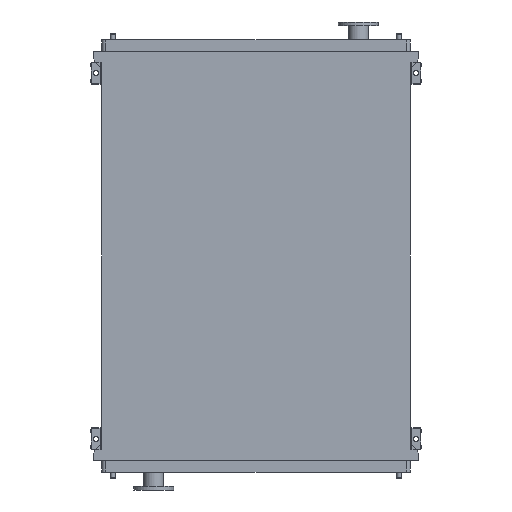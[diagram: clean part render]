
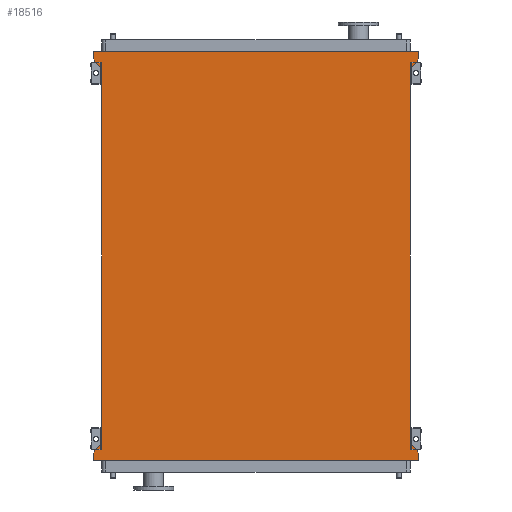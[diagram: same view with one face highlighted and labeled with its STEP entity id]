
A CAD part, front view. The second image highlights one B-rep face of the part: STEP entity #18516.
In plain terms, the highlighted planar face has unit normal (0, -1, 0).
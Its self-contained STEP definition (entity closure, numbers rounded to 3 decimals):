
#252 = VERTEX_POINT ( 'NONE', #7679 ) ;
#837 = VECTOR ( 'NONE', #16968, 1000. ) ;
#891 = CARTESIAN_POINT ( 'NONE',  ( 891., 0., 53. ) ) ;
#981 = VERTEX_POINT ( 'NONE', #5915 ) ;
#1010 = CARTESIAN_POINT ( 'NONE',  ( -845., 0., -2050. ) ) ;
#1142 = ORIENTED_EDGE ( 'NONE', *, *, #3743, .F. ) ;
#1162 = CARTESIAN_POINT ( 'NONE',  ( 845., 0., 0. ) ) ;
#1281 = ORIENTED_EDGE ( 'NONE', *, *, #6125, .T. ) ;
#1427 = LINE ( 'NONE', #9189, #8649 ) ;
#1642 = ORIENTED_EDGE ( 'NONE', *, *, #9619, .F. ) ;
#1782 = DIRECTION ( 'NONE',  ( -0.655, 0., 0.755 ) ) ;
#2018 = DIRECTION ( 'NONE',  ( 0.655, 0., 0.755 ) ) ;
#2363 = LINE ( 'NONE', #10720, #6214 ) ;
#2389 = CARTESIAN_POINT ( 'NONE',  ( -891., 0., 95. ) ) ;
#2431 = DIRECTION ( 'NONE',  ( -1., 0., 0. ) ) ;
#2552 = CARTESIAN_POINT ( 'NONE',  ( 891., 0., 53. ) ) ;
#3092 = ORIENTED_EDGE ( 'NONE', *, *, #15605, .F. ) ;
#3142 = PLANE ( 'NONE',  #9031 ) ;
#3286 = VERTEX_POINT ( 'NONE', #12862 ) ;
#3543 = VECTOR ( 'NONE', #18321, 1000. ) ;
#3743 = EDGE_CURVE ( 'NONE', #12948, #8465, #7431, .T. ) ;
#4167 = VECTOR ( 'NONE', #1782, 1000. ) ;
#4384 = EDGE_LOOP ( 'NONE', ( #1281, #11058, #18107, #18308, #1142, #11823, #1642, #18192, #16847, #15286, #15982, #3092 ) ) ;
#4463 = VECTOR ( 'NONE', #11157, 1000. ) ;
#4720 = EDGE_CURVE ( 'NONE', #3286, #18711, #12193, .T. ) ;
#4949 = VECTOR ( 'NONE', #9563, 1000. ) ;
#5368 = LINE ( 'NONE', #891, #4949 ) ;
#5417 = DIRECTION ( 'NONE',  ( 0., 0., 1. ) ) ;
#5915 = CARTESIAN_POINT ( 'NONE',  ( -845., 0., -2050. ) ) ;
#5982 = VECTOR ( 'NONE', #2431, 1000. ) ;
#6044 = DIRECTION ( 'NONE',  ( 0., 0., -1. ) ) ;
#6062 = EDGE_CURVE ( 'NONE', #11410, #252, #8050, .T. ) ;
#6125 = EDGE_CURVE ( 'NONE', #11033, #10541, #7596, .T. ) ;
#6214 = VECTOR ( 'NONE', #15002, 1000. ) ;
#6495 = DIRECTION ( 'NONE',  ( 0., 0., 1. ) ) ;
#6743 = CARTESIAN_POINT ( 'NONE',  ( 891., 0., -2103. ) ) ;
#6787 = CARTESIAN_POINT ( 'NONE',  ( 891., 0., -2145. ) ) ;
#7418 = VERTEX_POINT ( 'NONE', #15346 ) ;
#7431 = LINE ( 'NONE', #9442, #10872 ) ;
#7525 = CARTESIAN_POINT ( 'NONE',  ( -845., 0., 0. ) ) ;
#7537 = DIRECTION ( 'NONE',  ( 0.655, 0., -0.755 ) ) ;
#7596 = LINE ( 'NONE', #14227, #11465 ) ;
#7679 = CARTESIAN_POINT ( 'NONE',  ( -891., 0., -2103. ) ) ;
#8023 = LINE ( 'NONE', #7525, #4167 ) ;
#8050 = LINE ( 'NONE', #15563, #12380 ) ;
#8447 = EDGE_CURVE ( 'NONE', #11788, #10541, #5368, .T. ) ;
#8465 = VERTEX_POINT ( 'NONE', #2389 ) ;
#8649 = VECTOR ( 'NONE', #2018, 1000. ) ;
#9011 = CARTESIAN_POINT ( 'NONE',  ( 845., 0., -2050. ) ) ;
#9031 = AXIS2_PLACEMENT_3D ( 'NONE', #13293, #14717, #6044 ) ;
#9189 = CARTESIAN_POINT ( 'NONE',  ( -891., 0., -2103. ) ) ;
#9442 = CARTESIAN_POINT ( 'NONE',  ( -891., 0., 53. ) ) ;
#9563 = DIRECTION ( 'NONE',  ( -0.655, 0., -0.755 ) ) ;
#9619 = EDGE_CURVE ( 'NONE', #981, #15822, #15092, .T. ) ;
#10541 = VERTEX_POINT ( 'NONE', #1162 ) ;
#10576 = LINE ( 'NONE', #9011, #18686 ) ;
#10720 = CARTESIAN_POINT ( 'NONE',  ( -891., 0., 95. ) ) ;
#10817 = EDGE_CURVE ( 'NONE', #15822, #12948, #8023, .T. ) ;
#10872 = VECTOR ( 'NONE', #6495, 1000. ) ;
#10957 = EDGE_CURVE ( 'NONE', #8465, #7418, #2363, .T. ) ;
#11033 = VERTEX_POINT ( 'NONE', #18099 ) ;
#11058 = ORIENTED_EDGE ( 'NONE', *, *, #8447, .F. ) ;
#11157 = DIRECTION ( 'NONE',  ( 0., 0., -1. ) ) ;
#11344 = CARTESIAN_POINT ( 'NONE',  ( -891., 0., 53. ) ) ;
#11410 = VERTEX_POINT ( 'NONE', #13224 ) ;
#11465 = VECTOR ( 'NONE', #17008, 1000. ) ;
#11788 = VERTEX_POINT ( 'NONE', #2552 ) ;
#11823 = ORIENTED_EDGE ( 'NONE', *, *, #10817, .F. ) ;
#11939 = LINE ( 'NONE', #12691, #837 ) ;
#12193 = LINE ( 'NONE', #6743, #4463 ) ;
#12380 = VECTOR ( 'NONE', #5417, 1000. ) ;
#12691 = CARTESIAN_POINT ( 'NONE',  ( 891., 0., 95. ) ) ;
#12862 = CARTESIAN_POINT ( 'NONE',  ( 891., 0., -2103. ) ) ;
#12948 = VERTEX_POINT ( 'NONE', #11344 ) ;
#13224 = CARTESIAN_POINT ( 'NONE',  ( -891., 0., -2145. ) ) ;
#13293 = CARTESIAN_POINT ( 'NONE',  ( -845., 0., -2050. ) ) ;
#13665 = CARTESIAN_POINT ( 'NONE',  ( 891., 0., -2145. ) ) ;
#14227 = CARTESIAN_POINT ( 'NONE',  ( 845., 0., -2050. ) ) ;
#14717 = DIRECTION ( 'NONE',  ( 0., -1., 0. ) ) ;
#15002 = DIRECTION ( 'NONE',  ( 1., 0., 0. ) ) ;
#15092 = LINE ( 'NONE', #1010, #3543 ) ;
#15196 = CARTESIAN_POINT ( 'NONE',  ( -845., 0., 0. ) ) ;
#15286 = ORIENTED_EDGE ( 'NONE', *, *, #16480, .F. ) ;
#15346 = CARTESIAN_POINT ( 'NONE',  ( 891., 0., 95. ) ) ;
#15498 = EDGE_CURVE ( 'NONE', #7418, #11788, #11939, .T. ) ;
#15563 = CARTESIAN_POINT ( 'NONE',  ( -891., 0., -2145. ) ) ;
#15605 = EDGE_CURVE ( 'NONE', #11033, #3286, #10576, .T. ) ;
#15822 = VERTEX_POINT ( 'NONE', #15196 ) ;
#15982 = ORIENTED_EDGE ( 'NONE', *, *, #4720, .F. ) ;
#16480 = EDGE_CURVE ( 'NONE', #18711, #11410, #17077, .T. ) ;
#16816 = FACE_OUTER_BOUND ( 'NONE', #4384, .T. ) ;
#16847 = ORIENTED_EDGE ( 'NONE', *, *, #6062, .F. ) ;
#16968 = DIRECTION ( 'NONE',  ( 0., 0., -1. ) ) ;
#17008 = DIRECTION ( 'NONE',  ( 0., 0., 1. ) ) ;
#17077 = LINE ( 'NONE', #6787, #5982 ) ;
#17830 = EDGE_CURVE ( 'NONE', #252, #981, #1427, .T. ) ;
#18099 = CARTESIAN_POINT ( 'NONE',  ( 845., 0., -2050. ) ) ;
#18107 = ORIENTED_EDGE ( 'NONE', *, *, #15498, .F. ) ;
#18192 = ORIENTED_EDGE ( 'NONE', *, *, #17830, .F. ) ;
#18308 = ORIENTED_EDGE ( 'NONE', *, *, #10957, .F. ) ;
#18321 = DIRECTION ( 'NONE',  ( 0., 0., 1. ) ) ;
#18516 = ADVANCED_FACE ( 'NONE', ( #16816 ), #3142, .T. ) ;
#18686 = VECTOR ( 'NONE', #7537, 1000. ) ;
#18711 = VERTEX_POINT ( 'NONE', #13665 ) ;
